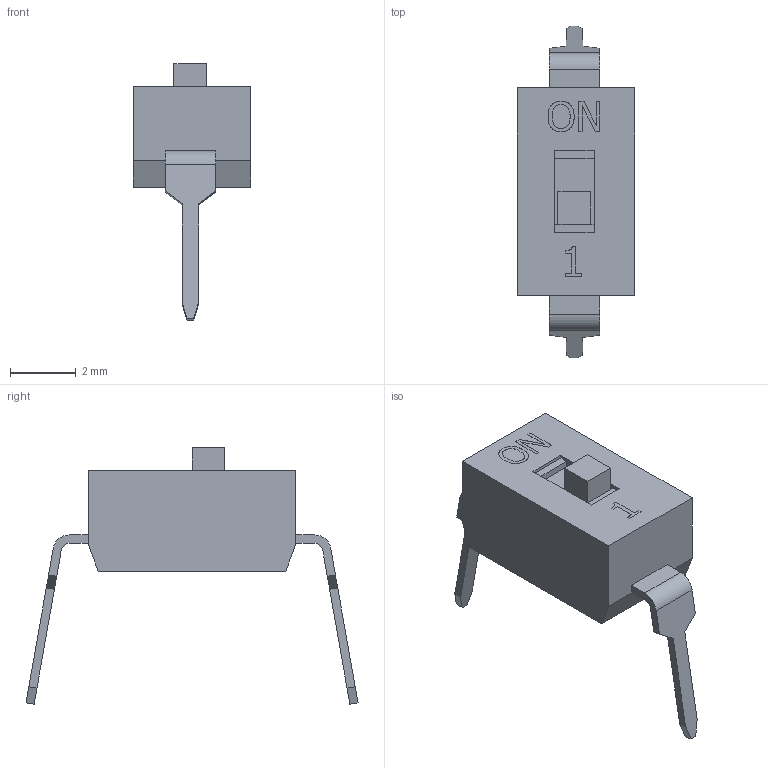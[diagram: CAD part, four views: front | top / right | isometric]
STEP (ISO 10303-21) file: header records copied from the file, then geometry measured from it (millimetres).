
FILE_DESCRIPTION(/* description */ (''),/* implementation_level */ '2;1');
FILE_NAME(/* name */ 'KAE01LAGx.stp',/* time_stamp */ '2025-05-21T09:05:00-05:00',/* author */ ('mroman'),/* organization */ (''),/* preprocessor_version */ 'ST-DEVELOPER v18.1',/* originating_system */ 'Autodesk Inventor 2022',/* authorisation */ '');
FILE_SCHEMA (('AUTOMOTIVE_DESIGN { 1 0 10303 214 3 1 1 }'));
Length unit declared in the file: centimetre
Products named in the file (1): KAE01LAGx
Bounding box: 3.58 x 10.09 x 7.8 mm (x, y, z)
Volume: 70.7 mm3; surface area: 134.4 mm2
Topology: 1 solids, 1 shells, 92 faces, 247 edges, 164 vertices
Faces by surface type: plane 73, bspline 15, cylinder 4
Entity records: 2994 total; most frequent: CARTESIAN_POINT 745, ORIENTED_EDGE 494, DIRECTION 381, EDGE_CURVE 247, LINE 209, VECTOR 209, VERTEX_POINT 164, EDGE_LOOP 99
